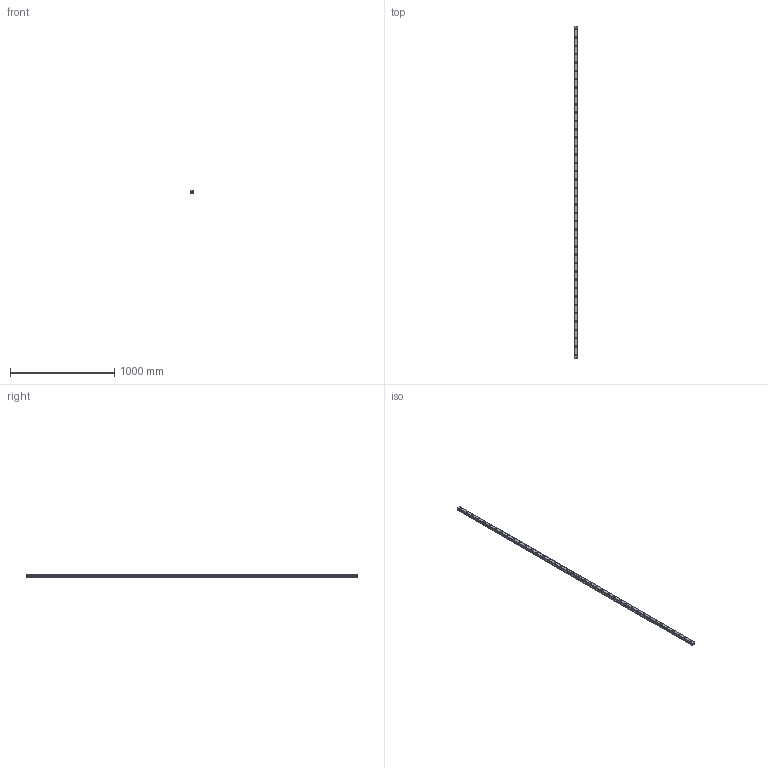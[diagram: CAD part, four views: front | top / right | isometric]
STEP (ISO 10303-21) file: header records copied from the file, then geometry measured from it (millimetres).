
FILE_DESCRIPTION(('STEP AP214'),'1');
FILE_NAME('cctmp_BDBF8003-ECA2-47F4-B712-5A53168DF520_2020_6_30_15_46_39_919..stp','2020-06-30T13:46:40',('HIWIN GmbH'),('CADClick - www.CADClick.com'),'Spatial InterOp 3D',' ','unknown authorization');
FILE_SCHEMA(('AUTOMOTIVE_DESIGN'));
Length unit declared in the file: millimetre
Products named in the file (1): HGR35R3180H_FILE
Bounding box: 34 x 3180 x 29 mm (x, y, z)
Volume: 2597966.9 mm3; surface area: 460708.5 mm2
Topology: 1 solids, 1 shells, 475 faces, 1047 edges, 698 vertices
Faces by surface type: cylinder 262, plane 213
Entity records: 17129 total; most frequent: DIRECTION 2523, CARTESIAN_POINT 2221, ORIENTED_EDGE 2094, EDGE_CURVE 1047, AXIS2_PLACEMENT_3D 1000, VERTEX_POINT 698, EDGE_LOOP 599, CIRCLE 524
